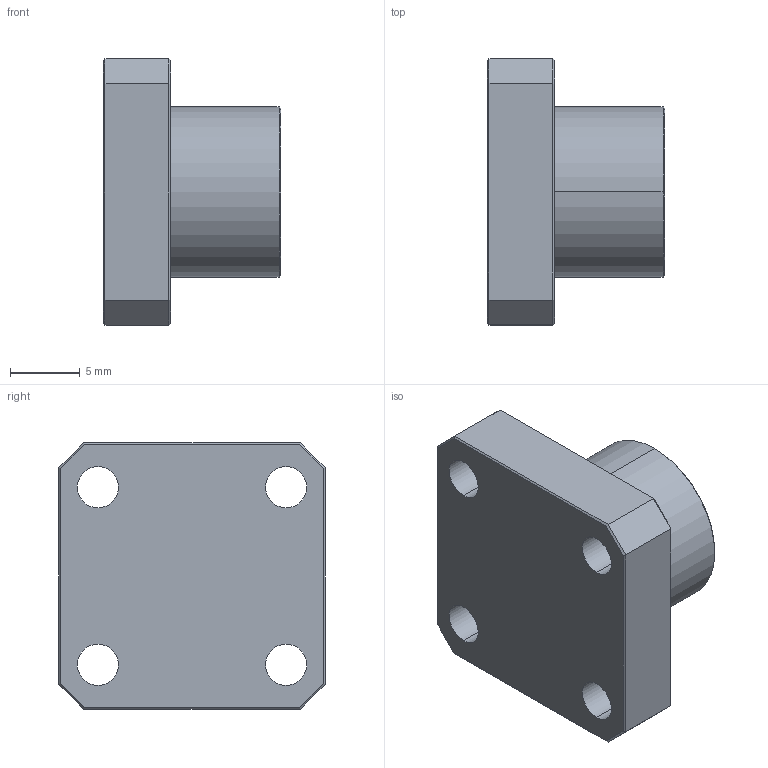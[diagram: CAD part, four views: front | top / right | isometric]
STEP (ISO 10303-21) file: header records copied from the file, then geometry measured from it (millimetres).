
FILE_DESCRIPTION (( 'STEP AP203' ), '1' );
FILE_NAME ('SWS-28-F1.STEP', '2019-06-10T16:38:42', ( '' ), ( '' ), 'SwSTEP 2.0', 'SolidWorks 2016', '' );
FILE_SCHEMA (( 'CONFIG_CONTROL_DESIGN' ));
Length unit declared in the file: inch
Products named in the file (1): SWS-28-F1
Bounding box: 12.7 x 19.05 x 19.05 mm (x, y, z)
Volume: 2507 mm3; surface area: 1472.9 mm2
Topology: 1 solids, 1 shells, 39 faces, 90 edges, 54 vertices
Faces by surface type: plane 27, cylinder 10, cone 2
Entity records: 1177 total; most frequent: DIRECTION 192, CARTESIAN_POINT 184, ORIENTED_EDGE 180, EDGE_CURVE 90, VECTOR 68, LINE 68, AXIS2_PLACEMENT_3D 62, VERTEX_POINT 54
